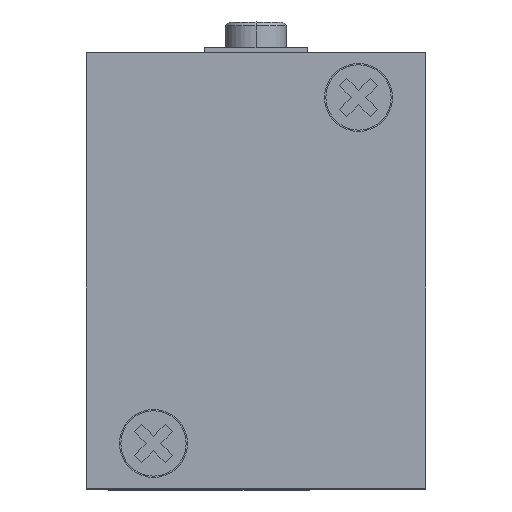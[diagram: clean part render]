
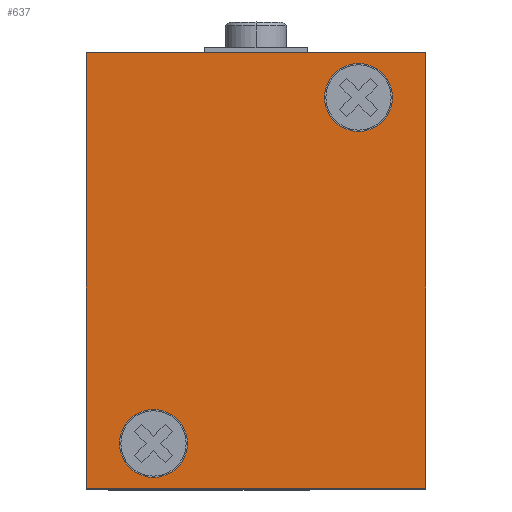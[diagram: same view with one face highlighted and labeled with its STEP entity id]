
A CAD part, top view. The second image highlights one B-rep face of the part: STEP entity #637.
In plain terms, the highlighted planar face has unit normal (0, 0, 1).
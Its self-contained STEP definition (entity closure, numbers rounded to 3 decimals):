
#39 = DIRECTION ( 'NONE',  ( 1., 0., 0. ) ) ;
#74 = EDGE_CURVE ( 'NONE', #12685, #7472, #6834, .T. ) ;
#87 = VERTEX_POINT ( 'NONE', #10456 ) ;
#235 = ORIENTED_EDGE ( 'NONE', *, *, #9499, .T. ) ;
#421 = VERTEX_POINT ( 'NONE', #12705 ) ;
#637 = ADVANCED_FACE ( 'NONE', ( #827, #6174, #12991 ), #1424, .T. ) ;
#827 = FACE_OUTER_BOUND ( 'NONE', #14639, .T. ) ;
#923 = CARTESIAN_POINT ( 'NONE',  ( 9.043, 9.703, 26.5 ) ) ;
#1067 = DIRECTION ( 'NONE',  ( 0., -1., 0. ) ) ;
#1125 = VERTEX_POINT ( 'NONE', #16708 ) ;
#1351 = CARTESIAN_POINT ( 'NONE',  ( 9.043, 9.703, 26.5 ) ) ;
#1424 = PLANE ( 'NONE',  #12989 ) ;
#1478 = CARTESIAN_POINT ( 'NONE',  ( -6.957, -17.297, 26.5 ) ) ;
#1719 = ORIENTED_EDGE ( 'NONE', *, *, #17136, .F. ) ;
#2150 = AXIS2_PLACEMENT_3D ( 'NONE', #923, #3671, #2356 ) ;
#2245 = DIRECTION ( 'NONE',  ( 1., 0., 0. ) ) ;
#2356 = DIRECTION ( 'NONE',  ( 1., 0., 0. ) ) ;
#2701 = VECTOR ( 'NONE', #2245, 1000. ) ;
#3178 = CARTESIAN_POINT ( 'NONE',  ( 6.393, 9.703, 26.5 ) ) ;
#3317 = CARTESIAN_POINT ( 'NONE',  ( -9.607, -17.297, 26.5 ) ) ;
#3334 = EDGE_LOOP ( 'NONE', ( #12373, #5090 ) ) ;
#3360 = VERTEX_POINT ( 'NONE', #8615 ) ;
#3671 = DIRECTION ( 'NONE',  ( 0., 0., 1. ) ) ;
#3673 = ORIENTED_EDGE ( 'NONE', *, *, #11837, .F. ) ;
#3754 = LINE ( 'NONE', #3770, #2701 ) ;
#3770 = CARTESIAN_POINT ( 'NONE',  ( 1.043, 13.203, 26.5 ) ) ;
#4128 = AXIS2_PLACEMENT_3D ( 'NONE', #15094, #8381, #13870 ) ;
#4202 = AXIS2_PLACEMENT_3D ( 'NONE', #1351, #13601, #39 ) ;
#4392 = EDGE_CURVE ( 'NONE', #16383, #3360, #15744, .T. ) ;
#5090 = ORIENTED_EDGE ( 'NONE', *, *, #11476, .F. ) ;
#5599 = VECTOR ( 'NONE', #1067, 1000. ) ;
#6039 = LINE ( 'NONE', #17330, #5599 ) ;
#6174 = FACE_BOUND ( 'NONE', #3334, .T. ) ;
#6613 = ORIENTED_EDGE ( 'NONE', *, *, #13079, .F. ) ;
#6751 = DIRECTION ( 'NONE',  ( 1., 0., 0. ) ) ;
#6834 = CIRCLE ( 'NONE', #2150, 2.65 ) ;
#6836 = DIRECTION ( 'NONE',  ( 1., 0., 0. ) ) ;
#6974 = DIRECTION ( 'NONE',  ( 0., -1., 0. ) ) ;
#6986 = CIRCLE ( 'NONE', #4128, 2.65 ) ;
#7032 = CARTESIAN_POINT ( 'NONE',  ( 11.693, 9.703, 26.5 ) ) ;
#7472 = VERTEX_POINT ( 'NONE', #3178 ) ;
#7517 = CIRCLE ( 'NONE', #15516, 2.65 ) ;
#7866 = CARTESIAN_POINT ( 'NONE',  ( -12.207, -20.797, 26.5 ) ) ;
#8043 = CARTESIAN_POINT ( 'NONE',  ( 1.043, -20.797, 26.5 ) ) ;
#8205 = CARTESIAN_POINT ( 'NONE',  ( -12.207, -37.468, 26.5 ) ) ;
#8247 = DIRECTION ( 'NONE',  ( 0., 0., 1. ) ) ;
#8381 = DIRECTION ( 'NONE',  ( 0., 0., 1. ) ) ;
#8615 = CARTESIAN_POINT ( 'NONE',  ( 14.293, -20.797, 26.5 ) ) ;
#9499 = EDGE_CURVE ( 'NONE', #421, #16383, #10952, .T. ) ;
#9903 = EDGE_CURVE ( 'NONE', #87, #3360, #6039, .T. ) ;
#10456 = CARTESIAN_POINT ( 'NONE',  ( 14.293, 13.203, 26.5 ) ) ;
#10952 = LINE ( 'NONE', #8205, #16911 ) ;
#10953 = DIRECTION ( 'NONE',  ( 0., 0., 1. ) ) ;
#11476 = EDGE_CURVE ( 'NONE', #7472, #12685, #15267, .T. ) ;
#11837 = EDGE_CURVE ( 'NONE', #421, #87, #3754, .T. ) ;
#12141 = DIRECTION ( 'NONE',  ( 1., 0., 0. ) ) ;
#12373 = ORIENTED_EDGE ( 'NONE', *, *, #74, .F. ) ;
#12685 = VERTEX_POINT ( 'NONE', #7032 ) ;
#12699 = EDGE_LOOP ( 'NONE', ( #6613, #1719 ) ) ;
#12705 = CARTESIAN_POINT ( 'NONE',  ( -12.207, 13.203, 26.5 ) ) ;
#12989 = AXIS2_PLACEMENT_3D ( 'NONE', #17576, #10953, #12141 ) ;
#12991 = FACE_BOUND ( 'NONE', #12699, .T. ) ;
#13079 = EDGE_CURVE ( 'NONE', #1125, #16188, #7517, .T. ) ;
#13601 = DIRECTION ( 'NONE',  ( 0., 0., 1. ) ) ;
#13870 = DIRECTION ( 'NONE',  ( 1., 0., 0. ) ) ;
#14639 = EDGE_LOOP ( 'NONE', ( #16696, #3673, #235, #17418 ) ) ;
#15094 = CARTESIAN_POINT ( 'NONE',  ( -6.957, -17.297, 26.5 ) ) ;
#15267 = CIRCLE ( 'NONE', #4202, 2.65 ) ;
#15516 = AXIS2_PLACEMENT_3D ( 'NONE', #1478, #8247, #6836 ) ;
#15744 = LINE ( 'NONE', #8043, #17430 ) ;
#16188 = VERTEX_POINT ( 'NONE', #3317 ) ;
#16383 = VERTEX_POINT ( 'NONE', #7866 ) ;
#16696 = ORIENTED_EDGE ( 'NONE', *, *, #9903, .F. ) ;
#16708 = CARTESIAN_POINT ( 'NONE',  ( -4.307, -17.297, 26.5 ) ) ;
#16911 = VECTOR ( 'NONE', #6974, 1000. ) ;
#17136 = EDGE_CURVE ( 'NONE', #16188, #1125, #6986, .T. ) ;
#17330 = CARTESIAN_POINT ( 'NONE',  ( 14.293, -37.468, 26.5 ) ) ;
#17418 = ORIENTED_EDGE ( 'NONE', *, *, #4392, .T. ) ;
#17430 = VECTOR ( 'NONE', #6751, 1000. ) ;
#17576 = CARTESIAN_POINT ( 'NONE',  ( 1.043, -37.468, 26.5 ) ) ;
